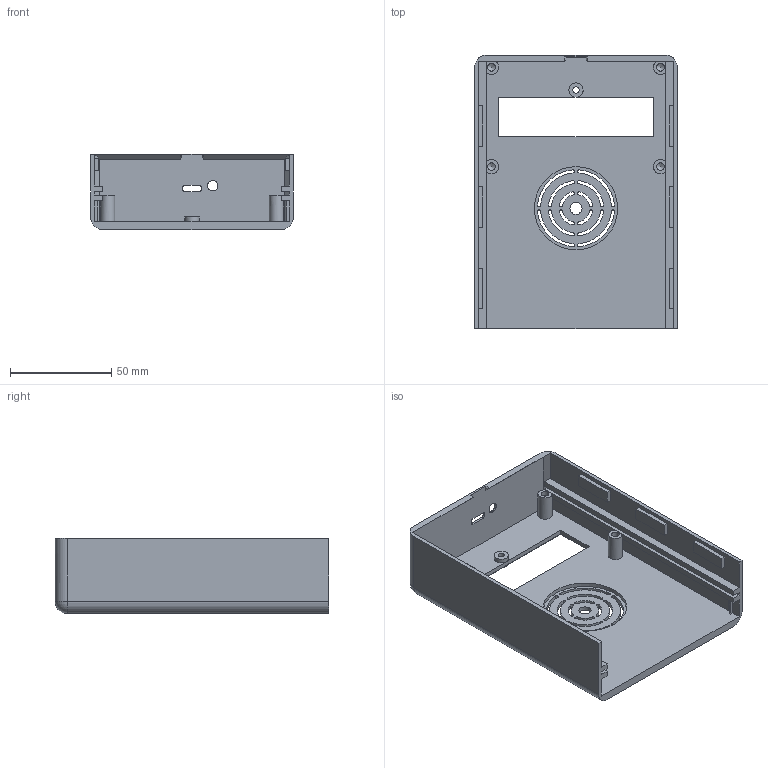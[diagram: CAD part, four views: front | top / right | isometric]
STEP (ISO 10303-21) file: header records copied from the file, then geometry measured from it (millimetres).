
FILE_DESCRIPTION(('FreeCAD Model'),'2;1');
FILE_NAME('Open CASCADE Shape Model','2025-10-18T09:58:18',('Author'),( ''),'Open CASCADE STEP processor 7.9','FreeCAD','Unknown');
FILE_SCHEMA(('AUTOMOTIVE_DESIGN { 1 0 10303 214 1 1 1 1 }'));
Length unit declared in the file: millimetre
Products named in the file (1): Base
Bounding box: 100 x 135 x 37 mm (x, y, z)
Volume: 69997.7 mm3; surface area: 57370.8 mm2
Topology: 1 solids, 1 shells, 229 faces, 642 edges, 420 vertices
Faces by surface type: plane 131, cylinder 84, cone 12, sphere 2
Full cylindrical faces by diameter (mm): 3.1 x1, 3.8 x4, 5.1 x1, 6 x1, 7 x5, 41 x1
Entity records: 7461 total; most frequent: DIRECTION 1293, CARTESIAN_POINT 1288, ORIENTED_EDGE 1272, EDGE_CURVE 636, LINE 437, VECTOR 437, AXIS2_PLACEMENT_3D 428, VERTEX_POINT 421
